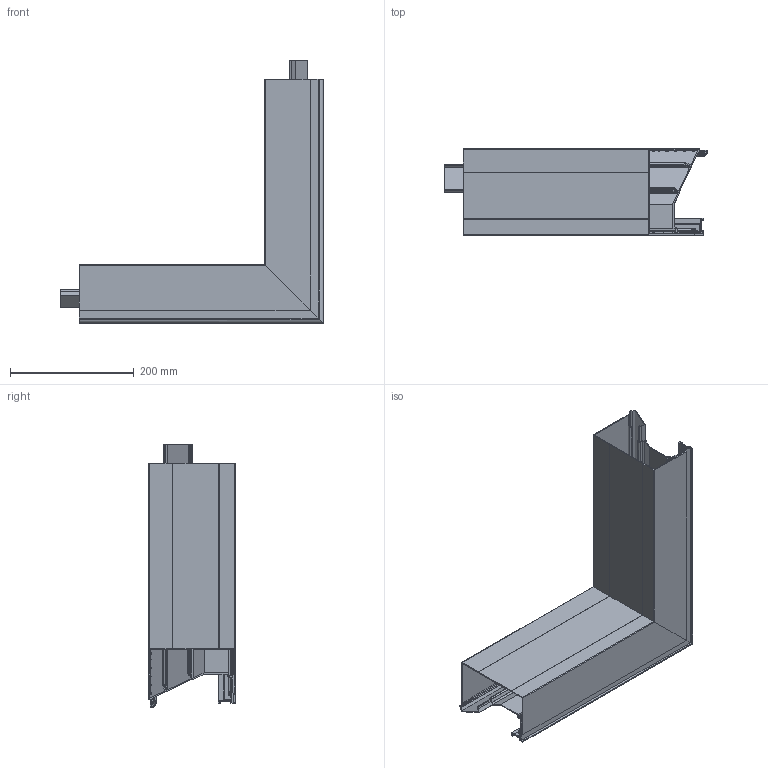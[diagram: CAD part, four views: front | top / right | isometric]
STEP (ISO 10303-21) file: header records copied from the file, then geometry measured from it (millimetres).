
FILE_DESCRIPTION (( 'STEP AP214' ), '1' );
FILE_NAME ('6115789.stp', '2016-06-21T08:54:58', ( '' ), ( '' ), 'SwSTEP 2.0', 'SolidWorks 2014', '' );
FILE_SCHEMA (( 'AUTOMOTIVE_DESIGN' ));
Length unit declared in the file: millimetre
Products named in the file (9): 051161_mit Zusatzclinch f〉 Formst…ke; P_34513792_1_L=2000; 047619_mit Zusatzclinch f〉 Formst…k; 054543_GAD unten; 054543_Standard; 6115789
Assembly tree (8 placements, depth 2):
  6115789
    047619_mit Zusatzclinch f〉 Formst…k
    051161_mit Zusatzclinch f〉 Formst…ke
    P_34513792_1_L=2000
    054543_Standard
    054543_GAD unten
    047619_mit Zusatzclinch f〉 Formst…k
    P_34513792_1_L=2000
    051161_mit Zusatzclinch f〉 Formst…ke
Bounding box: 424.9 x 140 x 424.9 mm (x, y, z)
Volume: 783869 mm3; surface area: 935733.8 mm2
Topology: 8 solids, 8 shells, 798 faces, 2090 edges, 1308 vertices
Faces by surface type: plane 600, cylinder 198
Entity records: 24362 total; most frequent: CARTESIAN_POINT 4477, ORIENTED_EDGE 4180, DIRECTION 3932, EDGE_CURVE 2090, VECTOR 1694, LINE 1694, VERTEX_POINT 1308, AXIS2_PLACEMENT_3D 1119
